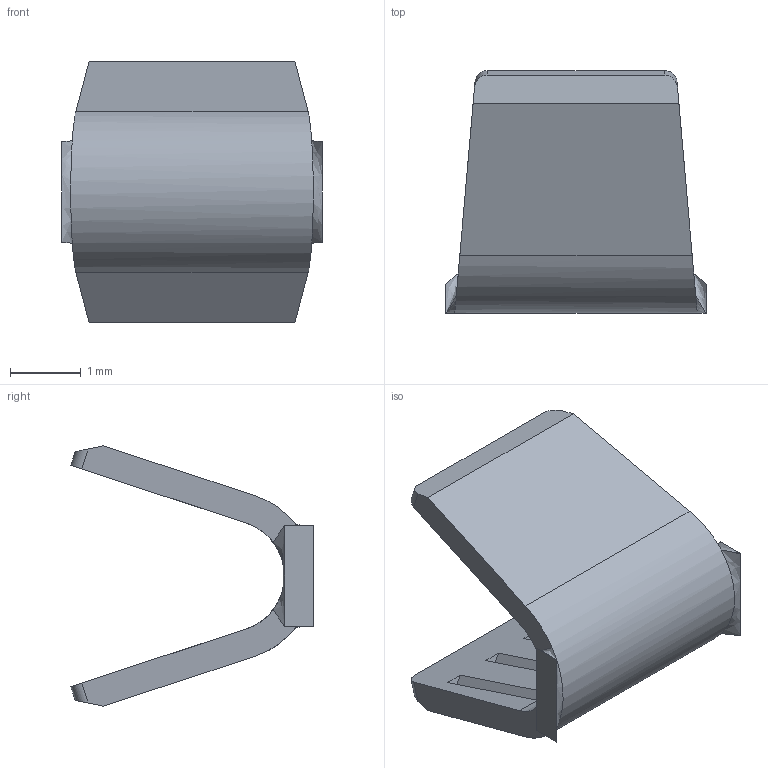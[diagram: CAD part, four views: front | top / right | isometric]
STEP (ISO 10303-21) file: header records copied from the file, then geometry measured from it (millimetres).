
FILE_DESCRIPTION (( 'STEP AP203' ), '1' );
FILE_NAME ('09956.STEP', '2015-02-24T18:18:36', ( '' ), ( '' ), 'SwSTEP 2.0', 'SolidWorks 2014', '' );
FILE_SCHEMA (( 'CONFIG_CONTROL_DESIGN' ));
Length unit declared in the file: inch
Products named in the file (1): 09956
Bounding box: 3.68 x 3.43 x 3.68 mm (x, y, z)
Volume: 9.4 mm3; surface area: 60.2 mm2
Topology: 1 solids, 1 shells, 64 faces, 154 edges, 92 vertices
Faces by surface type: plane 38, cylinder 10, cone 8, bspline 8
Entity records: 1885 total; most frequent: CARTESIAN_POINT 411, ORIENTED_EDGE 308, DIRECTION 260, EDGE_CURVE 154, VECTOR 122, LINE 122, VERTEX_POINT 92, AXIS2_PLACEMENT_3D 69
